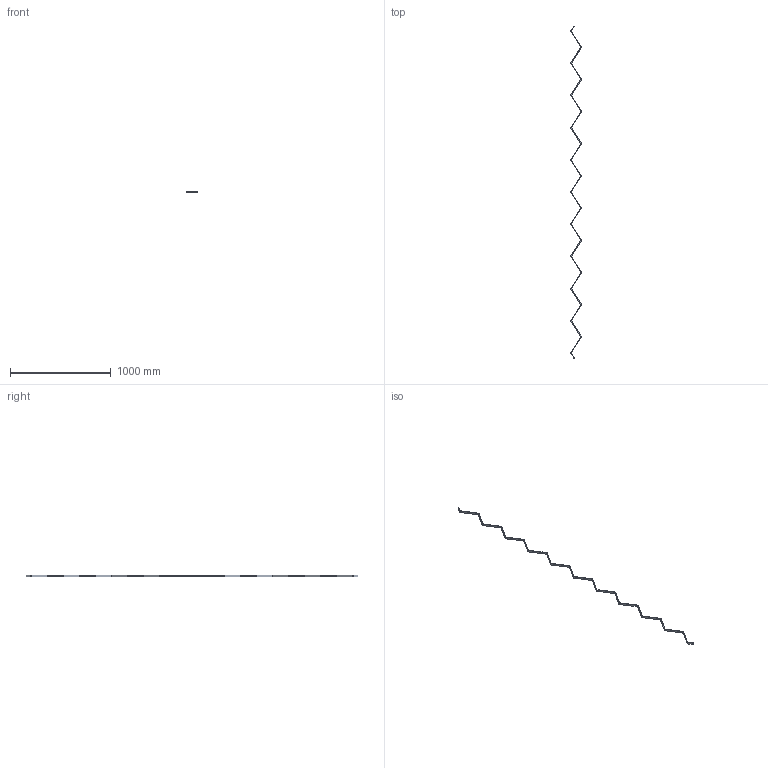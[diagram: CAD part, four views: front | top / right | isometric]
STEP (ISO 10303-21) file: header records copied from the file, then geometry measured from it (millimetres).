
FILE_DESCRIPTION (( 'STEP AP203' ), '1' );
FILE_NAME ('6905.STEP', '2016-04-11T06:05:01', ( '' ), ( '' ), 'SwSTEP 2.0', 'SolidWorks 2015', '' );
FILE_SCHEMA (( 'CONFIG_CONTROL_DESIGN' ));
Length unit declared in the file: millimetre
Products named in the file (1): 6905
Bounding box: 105 x 3300 x 16 mm (x, y, z)
Volume: 373685.3 mm3; surface area: 171504.9 mm2
Topology: 1 solids, 1 shells, 383 faces, 921 edges, 558 vertices
Faces by surface type: plane 216, cylinder 84, bspline 83
Entity records: 15402 total; most frequent: CARTESIAN_POINT 6930, ORIENTED_EDGE 1842, DIRECTION 1525, EDGE_CURVE 921, VECTOR 587, LINE 587, VERTEX_POINT 558, AXIS2_PLACEMENT_3D 469
